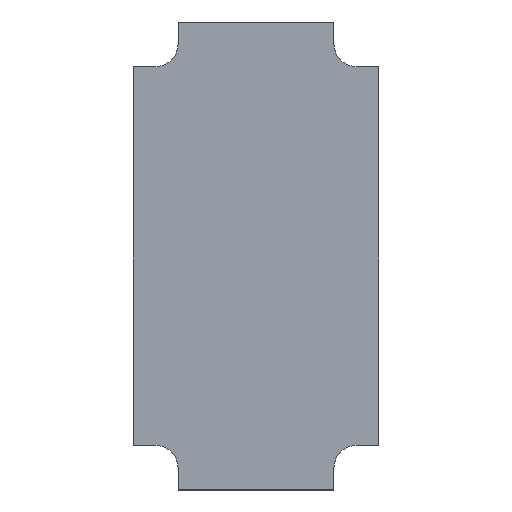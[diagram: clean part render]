
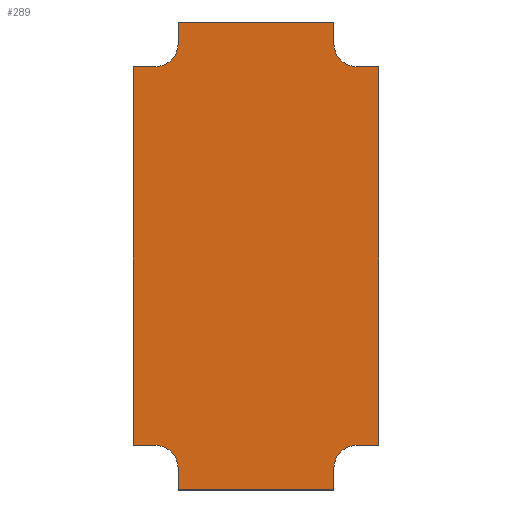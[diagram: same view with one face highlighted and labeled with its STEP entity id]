
A CAD part, top view. The second image highlights one B-rep face of the part: STEP entity #289.
In plain terms, the highlighted planar face has unit normal (0, 0, 1).
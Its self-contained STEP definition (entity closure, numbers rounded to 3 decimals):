
#22 = DIRECTION ( 'NONE',  ( 0., -1., 0. ) ) ;
#24 = CARTESIAN_POINT ( 'NONE',  ( 17.5, 47.5, 1.5 ) ) ;
#26 = CARTESIAN_POINT ( 'NONE',  ( 22.5, -42.5, 1.5 ) ) ;
#29 = CARTESIAN_POINT ( 'NONE',  ( -17.5, 47.5, 1.5 ) ) ;
#30 = DIRECTION ( 'NONE',  ( 0., -1., 0. ) ) ;
#32 = CARTESIAN_POINT ( 'NONE',  ( 17.5, -52.5, 1.5 ) ) ;
#33 = DIRECTION ( 'NONE',  ( 0., 0., 1. ) ) ;
#41 = CARTESIAN_POINT ( 'NONE',  ( 22.5, 42.5, 1.5 ) ) ;
#45 = CARTESIAN_POINT ( 'NONE',  ( -17.5, 52.5, 1.5 ) ) ;
#48 = CARTESIAN_POINT ( 'NONE',  ( 27.5, 42.5, 1.5 ) ) ;
#49 = CARTESIAN_POINT ( 'NONE',  ( 17.5, 52.5, 1.5 ) ) ;
#51 = CARTESIAN_POINT ( 'NONE',  ( 17.5, -47.5, 1.5 ) ) ;
#52 = DIRECTION ( 'NONE',  ( 1., 0., 0. ) ) ;
#53 = DIRECTION ( 'NONE',  ( 0., -1., 0. ) ) ;
#56 = CARTESIAN_POINT ( 'NONE',  ( -17.5, -47.5, 1.5 ) ) ;
#57 = DIRECTION ( 'NONE',  ( -1., 0., 0. ) ) ;
#59 = DIRECTION ( 'NONE',  ( -1., 0., 0. ) ) ;
#62 = CARTESIAN_POINT ( 'NONE',  ( -27.5, 52.5, 1.5 ) ) ;
#63 = DIRECTION ( 'NONE',  ( -1., 0., 0. ) ) ;
#66 = CARTESIAN_POINT ( 'NONE',  ( -22.5, -42.5, 1.5 ) ) ;
#70 = CARTESIAN_POINT ( 'NONE',  ( -22.5, 47.5, 1.5 ) ) ;
#71 = DIRECTION ( 'NONE',  ( 1., 0., 0. ) ) ;
#76 = CARTESIAN_POINT ( 'NONE',  ( 17.5, 47.5, 1.5 ) ) ;
#85 = CARTESIAN_POINT ( 'NONE',  ( -22.5, -47.5, 1.5 ) ) ;
#92 = DIRECTION ( 'NONE',  ( -1., 0., 0. ) ) ;
#99 = DIRECTION ( 'NONE',  ( -1., 0., 0. ) ) ;
#101 = CARTESIAN_POINT ( 'NONE',  ( 27.5, -52.5, 1.5 ) ) ;
#104 = CARTESIAN_POINT ( 'NONE',  ( 0., 0., 1.5 ) ) ;
#106 = CARTESIAN_POINT ( 'NONE',  ( -27.5, -42.5, 1.5 ) ) ;
#108 = DIRECTION ( 'NONE',  ( 0., 0., 1. ) ) ;
#114 = DIRECTION ( 'NONE',  ( 0., 0., 1. ) ) ;
#121 = CARTESIAN_POINT ( 'NONE',  ( 22.5, 47.5, 1.5 ) ) ;
#123 = DIRECTION ( 'NONE',  ( 0., 1., 0. ) ) ;
#134 = DIRECTION ( 'NONE',  ( 1., 0., 0. ) ) ;
#138 = CARTESIAN_POINT ( 'NONE',  ( 17.5, -47.5, 1.5 ) ) ;
#139 = DIRECTION ( 'NONE',  ( 0., 0., -1. ) ) ;
#141 = DIRECTION ( 'NONE',  ( 0., 1., 0. ) ) ;
#144 = DIRECTION ( 'NONE',  ( 0., 1., 0. ) ) ;
#146 = CARTESIAN_POINT ( 'NONE',  ( -17.5, -47.5, 1.5 ) ) ;
#147 = CARTESIAN_POINT ( 'NONE',  ( 27.5, -42.5, 1.5 ) ) ;
#150 = CARTESIAN_POINT ( 'NONE',  ( -27.5, 42.5, 1.5 ) ) ;
#152 = DIRECTION ( 'NONE',  ( 1., 0., 0. ) ) ;
#153 = CARTESIAN_POINT ( 'NONE',  ( -22.5, 42.5, 1.5 ) ) ;
#159 = PLANE ( 'NONE',  #305 ) ;
#168 = DIRECTION ( 'NONE',  ( -1., 0., 0. ) ) ;
#171 = CARTESIAN_POINT ( 'NONE',  ( -27.5, -52.5, 1.5 ) ) ;
#173 = CARTESIAN_POINT ( 'NONE',  ( -22.5, -42.5, 1.5 ) ) ;
#180 = DIRECTION ( 'NONE',  ( 1., 0., 0. ) ) ;
#181 = CARTESIAN_POINT ( 'NONE',  ( -22.5, 42.5, 1.5 ) ) ;
#183 = CARTESIAN_POINT ( 'NONE',  ( 22.5, 42.5, 1.5 ) ) ;
#188 = CARTESIAN_POINT ( 'NONE',  ( -27.5, -52.5, 1.5 ) ) ;
#189 = CARTESIAN_POINT ( 'NONE',  ( -17.5, 47.5, 1.5 ) ) ;
#191 = DIRECTION ( 'NONE',  ( 0., 0., 1. ) ) ;
#192 = CARTESIAN_POINT ( 'NONE',  ( 22.5, -47.5, 1.5 ) ) ;
#193 = CARTESIAN_POINT ( 'NONE',  ( 22.5, -42.5, 1.5 ) ) ;
#199 = CARTESIAN_POINT ( 'NONE',  ( -17.5, -52.5, 1.5 ) ) ;
#202 = EDGE_CURVE ( 'NONE', #368, #359, #218, .T. ) ;
#204 = EDGE_CURVE ( 'NONE', #369, #371, #227, .T. ) ;
#210 = EDGE_CURVE ( 'NONE', #380, #373, #247, .T. ) ;
#212 = EDGE_CURVE ( 'NONE', #374, #372, #250, .T. ) ;
#213 = EDGE_CURVE ( 'NONE', #369, #374, #260, .T. ) ;
#214 = EDGE_CURVE ( 'NONE', #361, #371, #253, .T. ) ;
#218 = LINE ( 'NONE', #62, #233 ) ;
#227 = LINE ( 'NONE', #171, #232 ) ;
#232 = VECTOR ( 'NONE', #22, 1000. ) ;
#233 = VECTOR ( 'NONE', #59, 1000. ) ;
#244 = VECTOR ( 'NONE', #152, 1000. ) ;
#247 = LINE ( 'NONE', #188, #255 ) ;
#250 = CIRCLE ( 'NONE', #272, 5. ) ;
#253 = LINE ( 'NONE', #66, #254 ) ;
#254 = VECTOR ( 'NONE', #57, 1000. ) ;
#255 = VECTOR ( 'NONE', #180, 1000. ) ;
#260 = LINE ( 'NONE', #153, #244 ) ;
#261 = FACE_OUTER_BOUND ( 'NONE', #385, .T. ) ;
#267 = EDGE_CURVE ( 'NONE', #367, #361, #293, .T. ) ;
#272 = AXIS2_PLACEMENT_3D ( 'NONE', #70, #108, #71 ) ;
#289 = ADVANCED_FACE ( 'NONE', ( #261 ), #159, .F. ) ;
#293 = CIRCLE ( 'NONE', #294, 5. ) ;
#294 = AXIS2_PLACEMENT_3D ( 'NONE', #85, #33, #63 ) ;
#305 = AXIS2_PLACEMENT_3D ( 'NONE', #104, #139, #168 ) ;
#306 = AXIS2_PLACEMENT_3D ( 'NONE', #192, #191, #134 ) ;
#310 = AXIS2_PLACEMENT_3D ( 'NONE', #121, #114, #92 ) ;
#346 = VERTEX_POINT ( 'NONE', #41 ) ;
#356 = VERTEX_POINT ( 'NONE', #51 ) ;
#358 = VERTEX_POINT ( 'NONE', #26 ) ;
#359 = VERTEX_POINT ( 'NONE', #45 ) ;
#361 = VERTEX_POINT ( 'NONE', #173 ) ;
#365 = VERTEX_POINT ( 'NONE', #76 ) ;
#367 = VERTEX_POINT ( 'NONE', #56 ) ;
#368 = VERTEX_POINT ( 'NONE', #49 ) ;
#369 = VERTEX_POINT ( 'NONE', #150 ) ;
#371 = VERTEX_POINT ( 'NONE', #106 ) ;
#372 = VERTEX_POINT ( 'NONE', #29 ) ;
#373 = VERTEX_POINT ( 'NONE', #32 ) ;
#374 = VERTEX_POINT ( 'NONE', #181 ) ;
#375 = VERTEX_POINT ( 'NONE', #48 ) ;
#379 = VERTEX_POINT ( 'NONE', #147 ) ;
#380 = VERTEX_POINT ( 'NONE', #199 ) ;
#385 = EDGE_LOOP ( 'NONE', ( #418, #431, #408, #405, #407, #437, #442, #453, #441, #421, #406, #432, #434, #425, #436, #444 ) ) ;
#405 = ORIENTED_EDGE ( 'NONE', *, *, #214, .F. ) ;
#406 = ORIENTED_EDGE ( 'NONE', *, *, #463, .T. ) ;
#407 = ORIENTED_EDGE ( 'NONE', *, *, #267, .F. ) ;
#408 = ORIENTED_EDGE ( 'NONE', *, *, #204, .T. ) ;
#418 = ORIENTED_EDGE ( 'NONE', *, *, #212, .F. ) ;
#421 = ORIENTED_EDGE ( 'NONE', *, *, #543, .F. ) ;
#425 = ORIENTED_EDGE ( 'NONE', *, *, #546, .F. ) ;
#431 = ORIENTED_EDGE ( 'NONE', *, *, #213, .F. ) ;
#432 = ORIENTED_EDGE ( 'NONE', *, *, #544, .F. ) ;
#434 = ORIENTED_EDGE ( 'NONE', *, *, #545, .F. ) ;
#436 = ORIENTED_EDGE ( 'NONE', *, *, #202, .T. ) ;
#437 = ORIENTED_EDGE ( 'NONE', *, *, #540, .F. ) ;
#441 = ORIENTED_EDGE ( 'NONE', *, *, #542, .F. ) ;
#442 = ORIENTED_EDGE ( 'NONE', *, *, #210, .T. ) ;
#444 = ORIENTED_EDGE ( 'NONE', *, *, #547, .F. ) ;
#453 = ORIENTED_EDGE ( 'NONE', *, *, #541, .F. ) ;
#463 = EDGE_CURVE ( 'NONE', #379, #375, #477, .T. ) ;
#477 = LINE ( 'NONE', #101, #480 ) ;
#479 = CIRCLE ( 'NONE', #306, 5. ) ;
#480 = VECTOR ( 'NONE', #141, 1000. ) ;
#485 = LINE ( 'NONE', #146, #488 ) ;
#487 = LINE ( 'NONE', #138, #490 ) ;
#488 = VECTOR ( 'NONE', #123, 1000. ) ;
#489 = LINE ( 'NONE', #193, #493 ) ;
#490 = VECTOR ( 'NONE', #30, 1000. ) ;
#491 = CIRCLE ( 'NONE', #310, 5. ) ;
#492 = LINE ( 'NONE', #183, #495 ) ;
#493 = VECTOR ( 'NONE', #99, 1000. ) ;
#494 = LINE ( 'NONE', #24, #498 ) ;
#495 = VECTOR ( 'NONE', #52, 1000. ) ;
#497 = LINE ( 'NONE', #189, #500 ) ;
#498 = VECTOR ( 'NONE', #53, 1000. ) ;
#500 = VECTOR ( 'NONE', #144, 1000. ) ;
#540 = EDGE_CURVE ( 'NONE', #380, #367, #485, .T. ) ;
#541 = EDGE_CURVE ( 'NONE', #356, #373, #487, .T. ) ;
#542 = EDGE_CURVE ( 'NONE', #358, #356, #479, .T. ) ;
#543 = EDGE_CURVE ( 'NONE', #379, #358, #489, .T. ) ;
#544 = EDGE_CURVE ( 'NONE', #346, #375, #492, .T. ) ;
#545 = EDGE_CURVE ( 'NONE', #365, #346, #491, .T. ) ;
#546 = EDGE_CURVE ( 'NONE', #368, #365, #494, .T. ) ;
#547 = EDGE_CURVE ( 'NONE', #372, #359, #497, .T. ) ;
